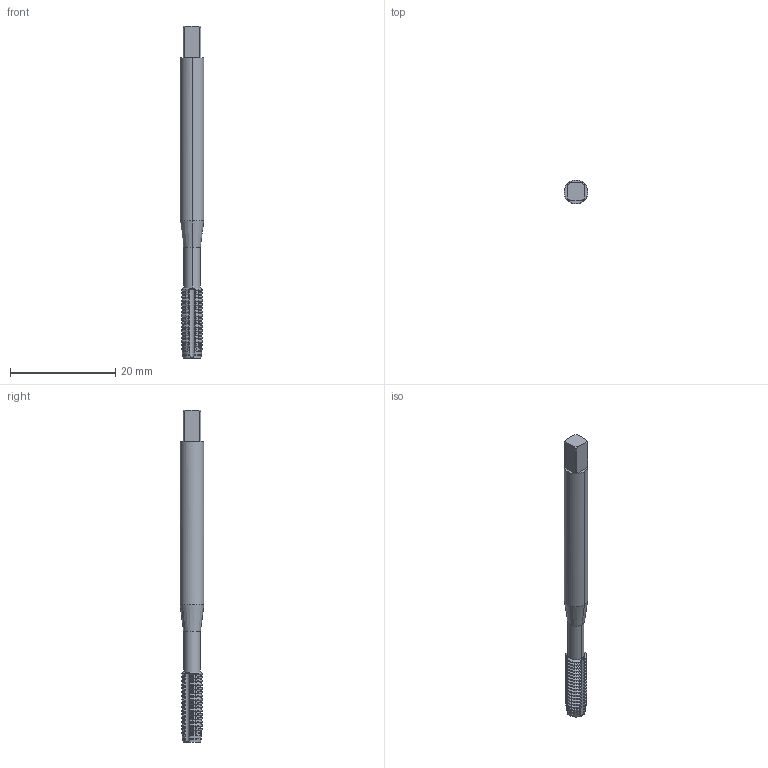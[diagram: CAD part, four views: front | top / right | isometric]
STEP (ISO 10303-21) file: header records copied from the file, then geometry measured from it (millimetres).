
FILE_DESCRIPTION(('no description'),'unknown implementation level');
FILE_NAME('solidvcCmJKgwFM78WJqMrPizZrHlIps_1.STP',' ',('CIM GmbH Aachen'),('CADClick - KiM GmbH - www.kimweb.de'),'unknown preprocess','ACIS','unknown authorization');
FILE_SCHEMA(('automotive_design'));
Length unit declared in the file: millimetre
Products named in the file (2): 1; 2
Bounding box: 4.5 x 4.5 x 63 mm (x, y, z)
Volume: 823.8 mm3; surface area: 1163.7 mm2
Topology: 2 solids, 2 shells, 400 faces, 1108 edges, 712 vertices
Faces by surface type: cone 208, cylinder 172, plane 17, revolution 3
Entity records: 26422 total; most frequent: CARTESIAN_POINT 3992, STYLED_ITEM 2222, PRESENTATION_STYLE_ASSIGNMENT 2222, COLOUR_RGB 2222, ORIENTED_EDGE 2216, DIRECTION 2099, EDGE_CURVE 1108, CURVE_STYLE 1108
